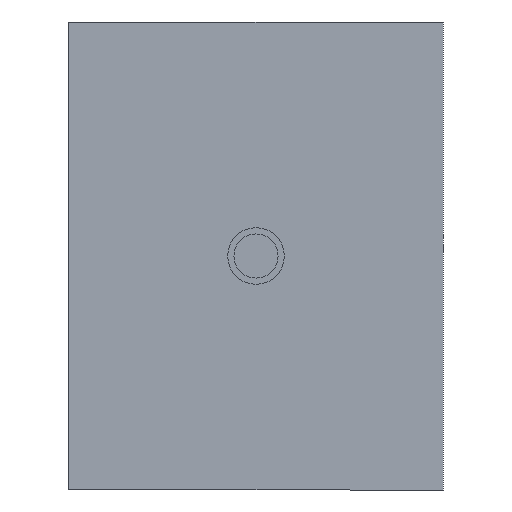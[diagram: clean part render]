
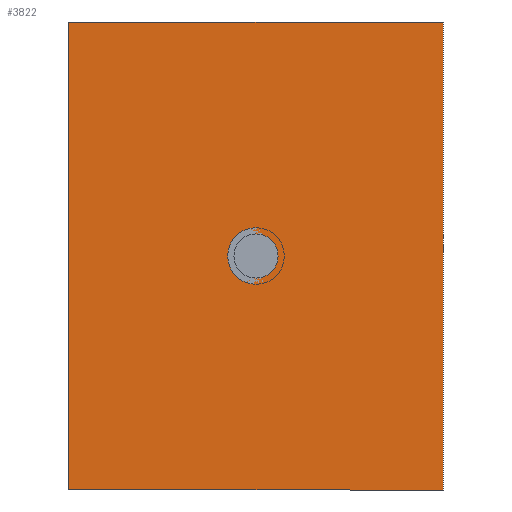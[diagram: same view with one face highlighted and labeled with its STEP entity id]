
A CAD part, front view. The second image highlights one B-rep face of the part: STEP entity #3822.
In plain terms, the highlighted planar face has unit normal (0, -1, 0).
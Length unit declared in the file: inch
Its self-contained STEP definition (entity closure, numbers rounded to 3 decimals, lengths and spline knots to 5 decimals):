
#151=LINE('',#5660,#465);
#155=LINE('',#5667,#469);
#158=LINE('',#5673,#472);
#160=LINE('',#5676,#474);
#465=VECTOR('',#4479,2.65625);
#469=VECTOR('',#4485,2.125);
#472=VECTOR('',#4490,2.65625);
#474=VECTOR('',#4494,2.125);
#782=PLANE('',#4043);
#892=FACE_BOUND('',#1133,.T.);
#917=FACE_OUTER_BOUND('',#1132,.T.);
#1132=EDGE_LOOP('',(#2589,#2590,#2591,#2592));
#1133=EDGE_LOOP('',(#2593));
#1358=CIRCLE('',#4036,0.125);
#1572=VERTEX_POINT('',#5649);
#1576=VERTEX_POINT('',#5657);
#1577=VERTEX_POINT('',#5659);
#1579=VERTEX_POINT('',#5665);
#1581=VERTEX_POINT('',#5671);
#1974=EDGE_CURVE('',#1572,#1572,#1358,.T.);
#1978=EDGE_CURVE('',#1577,#1576,#151,.T.);
#1982=EDGE_CURVE('',#1576,#1579,#155,.T.);
#1985=EDGE_CURVE('',#1579,#1581,#158,.T.);
#1987=EDGE_CURVE('',#1581,#1577,#160,.T.);
#2589=ORIENTED_EDGE('',*,*,#1987,.T.);
#2590=ORIENTED_EDGE('',*,*,#1978,.T.);
#2591=ORIENTED_EDGE('',*,*,#1982,.T.);
#2592=ORIENTED_EDGE('',*,*,#1985,.T.);
#2593=ORIENTED_EDGE('',*,*,#1974,.T.);
#3822=ADVANCED_FACE('',(#917,#892),#782,.F.);
#4036=AXIS2_PLACEMENT_3D('',#5650,#4471,#4472);
#4043=AXIS2_PLACEMENT_3D('',#5678,#4497,#4498);
#4471=DIRECTION('center_axis',(0.,1.,0.));
#4472=DIRECTION('ref_axis',(-1.,0.,0.));
#4479=DIRECTION('',(0.,0.,-1.));
#4485=DIRECTION('',(1.,0.,0.));
#4490=DIRECTION('',(0.,0.,1.));
#4494=DIRECTION('',(-1.,0.,0.));
#4497=DIRECTION('center_axis',(0.,1.,0.));
#4498=DIRECTION('ref_axis',(0.,0.,1.));
#5649=CARTESIAN_POINT('',(0.125,0.,0.));
#5650=CARTESIAN_POINT('Origin',(0.,0.,0.));
#5657=CARTESIAN_POINT('',(-1.0625,0.,-1.32813));
#5659=CARTESIAN_POINT('',(-1.0625,0.,1.32813));
#5660=CARTESIAN_POINT('',(-1.0625,0.,1.32813));
#5665=CARTESIAN_POINT('',(1.0625,0.,-1.32813));
#5667=CARTESIAN_POINT('',(-1.0625,0.,-1.32813));
#5671=CARTESIAN_POINT('',(1.0625,0.,1.32813));
#5673=CARTESIAN_POINT('',(1.0625,0.,-1.32813));
#5676=CARTESIAN_POINT('',(1.0625,0.,1.32813));
#5678=CARTESIAN_POINT('Origin',(0.,0.,0.));
